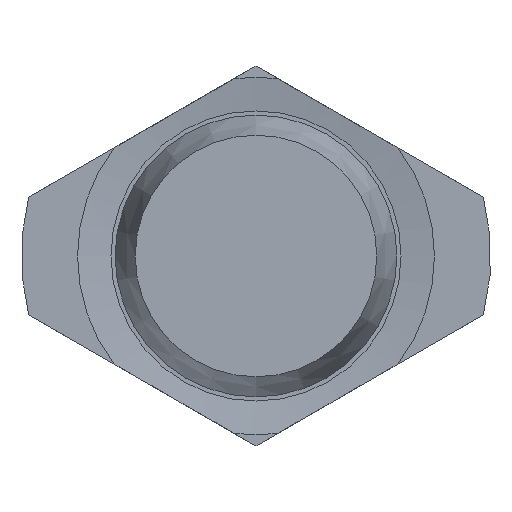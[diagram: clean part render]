
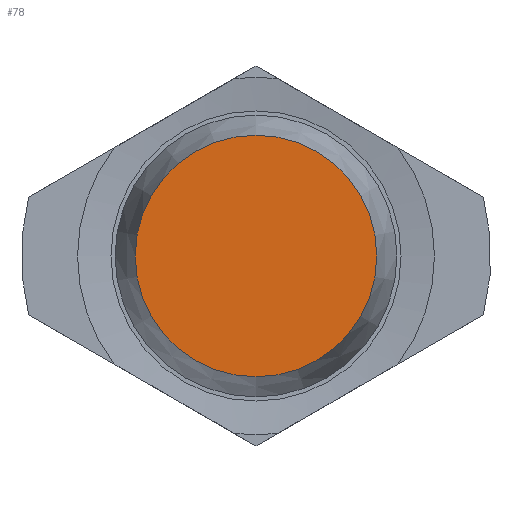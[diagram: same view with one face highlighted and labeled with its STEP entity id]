
A CAD part, front view. The second image highlights one B-rep face of the part: STEP entity #78.
In plain terms, the highlighted planar face has unit normal (0, -1, 0).
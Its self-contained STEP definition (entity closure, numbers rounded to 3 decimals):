
#78 = ADVANCED_FACE( '', ( #160 ), #161, .F. );
#160 = FACE_OUTER_BOUND( '', #235, .T. );
#161 = PLANE( '', #236 );
#235 = EDGE_LOOP( '', ( #381 ) );
#236 = AXIS2_PLACEMENT_3D( '', #382, #383, #384 );
#381 = ORIENTED_EDGE( '', *, *, #454, .T. );
#382 = CARTESIAN_POINT( '', ( 2.571, -9., 0. ) );
#383 = DIRECTION( '', ( 0., 1., 0. ) );
#384 = DIRECTION( '', ( 0., 0., 1. ) );
#454 = EDGE_CURVE( '', #539, #539, #540, .T. );
#539 = VERTEX_POINT( '', #755 );
#540 = CIRCLE( '', #756, 2.571 );
#755 = CARTESIAN_POINT( '', ( 0., -9., -2.571 ) );
#756 = AXIS2_PLACEMENT_3D( '', #819, #820, #821 );
#819 = CARTESIAN_POINT( '', ( 0., -9., 0. ) );
#820 = DIRECTION( '', ( 0., -1., 0. ) );
#821 = DIRECTION( '', ( 0., 0., -1. ) );
